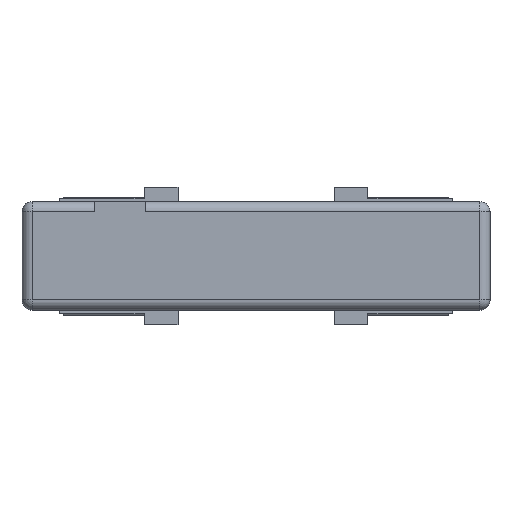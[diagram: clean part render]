
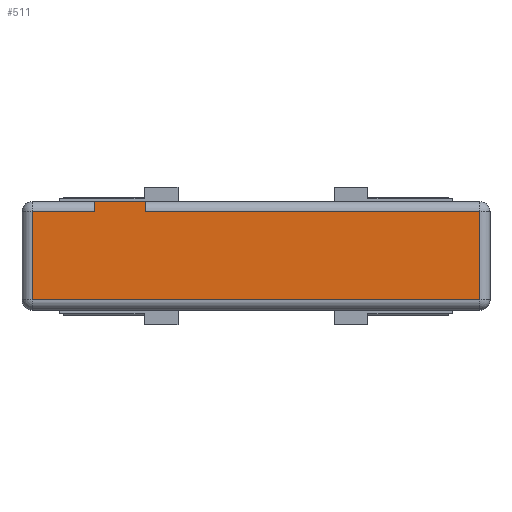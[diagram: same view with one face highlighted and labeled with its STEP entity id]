
A CAD part, top view. The second image highlights one B-rep face of the part: STEP entity #511.
In plain terms, the highlighted planar face has unit normal (0, 0, 1).
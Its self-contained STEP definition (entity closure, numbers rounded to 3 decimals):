
#229=FACE_OUTER_BOUND('',#855,.T.);
#511=ADVANCED_FACE('',(#229),#710,.F.);
#710=PLANE('',#3875);
#855=EDGE_LOOP('',(#1231,#1232,#1233,#1234,#1235,#1236,#1237,#1238));
#1231=ORIENTED_EDGE('',*,*,#2617,.T.);
#1232=ORIENTED_EDGE('',*,*,#2622,.T.);
#1233=ORIENTED_EDGE('',*,*,#2581,.F.);
#1234=ORIENTED_EDGE('',*,*,#2623,.F.);
#1235=ORIENTED_EDGE('',*,*,#2561,.T.);
#1236=ORIENTED_EDGE('',*,*,#2624,.F.);
#1237=ORIENTED_EDGE('',*,*,#2611,.F.);
#1238=ORIENTED_EDGE('',*,*,#2625,.T.);
#2206=VERTEX_POINT('',#5302);
#2208=VERTEX_POINT('',#5306);
#2225=VERTEX_POINT('',#5345);
#2226=VERTEX_POINT('',#5347);
#2251=VERTEX_POINT('',#5403);
#2252=VERTEX_POINT('',#5405);
#2255=VERTEX_POINT('',#5415);
#2256=VERTEX_POINT('',#5417);
#2561=EDGE_CURVE('',#2206,#2208,#3082,.T.);
#2581=EDGE_CURVE('',#2225,#2226,#3102,.T.);
#2611=EDGE_CURVE('',#2251,#2252,#3129,.T.);
#2617=EDGE_CURVE('',#2256,#2255,#3133,.T.);
#2622=EDGE_CURVE('',#2255,#2226,#3137,.T.);
#2623=EDGE_CURVE('',#2206,#2225,#3138,.T.);
#2624=EDGE_CURVE('',#2252,#2208,#3139,.T.);
#2625=EDGE_CURVE('',#2251,#2256,#3140,.T.);
#3082=LINE('',#5307,#3501);
#3102=LINE('',#5346,#3521);
#3129=LINE('',#5404,#3548);
#3133=LINE('',#5416,#3552);
#3137=LINE('',#5426,#3556);
#3138=LINE('',#5427,#3557);
#3139=LINE('',#5428,#3558);
#3140=LINE('',#5429,#3559);
#3501=VECTOR('',#4259,1.);
#3521=VECTOR('',#4283,1.);
#3548=VECTOR('',#4320,1.);
#3552=VECTOR('',#4332,1.);
#3556=VECTOR('',#4342,1.);
#3557=VECTOR('',#4343,1.);
#3558=VECTOR('',#4344,1.);
#3559=VECTOR('',#4345,1.);
#3875=AXIS2_PLACEMENT_3D('',#5430,#4346,#4347);
#4259=DIRECTION('',(-1.,0.,0.));
#4283=DIRECTION('',(1.,0.,0.));
#4320=DIRECTION('',(-1.,0.,0.));
#4332=DIRECTION('',(-1.,0.,0.));
#4342=DIRECTION('',(0.,1.,0.));
#4343=DIRECTION('',(0.,1.,0.));
#4344=DIRECTION('',(0.,1.,0.));
#4345=DIRECTION('',(0.,1.,0.));
#4346=DIRECTION('',(0.,0.,-1.));
#4347=DIRECTION('',(1.,0.,0.));
#5302=CARTESIAN_POINT('',(-4.75,1.3,5.2));
#5306=CARTESIAN_POINT('',(-6.6,1.3,5.2));
#5307=CARTESIAN_POINT('',(-3.8,1.3,5.2));
#5345=CARTESIAN_POINT('',(-4.75,1.6,5.2));
#5346=CARTESIAN_POINT('',(-4.75,1.6,5.2));
#5347=CARTESIAN_POINT('',(-3.25,1.6,5.2));
#5403=CARTESIAN_POINT('',(6.6,-1.3,5.2));
#5404=CARTESIAN_POINT('',(-3.8,-1.3,5.2));
#5405=CARTESIAN_POINT('',(-6.6,-1.3,5.2));
#5415=CARTESIAN_POINT('',(-3.25,1.3,5.2));
#5416=CARTESIAN_POINT('',(-3.8,1.3,5.2));
#5417=CARTESIAN_POINT('',(6.6,1.3,5.2));
#5426=CARTESIAN_POINT('',(-3.25,1.1,5.2));
#5427=CARTESIAN_POINT('',(-4.75,1.1,5.2));
#5428=CARTESIAN_POINT('',(-6.6,-1.198,5.2));
#5429=CARTESIAN_POINT('',(6.6,-1.198,5.2));
#5430=CARTESIAN_POINT('',(48.9,6.5,5.2));
